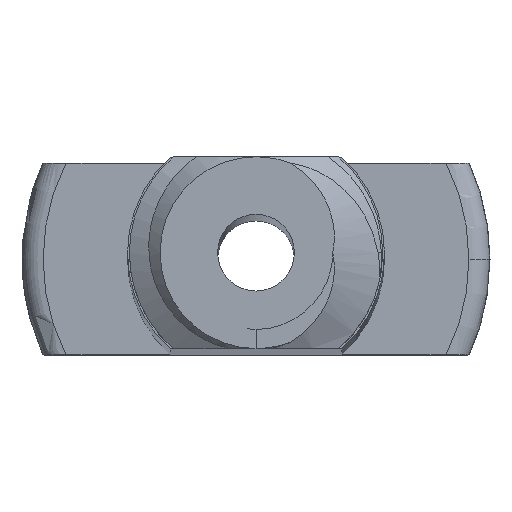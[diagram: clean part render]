
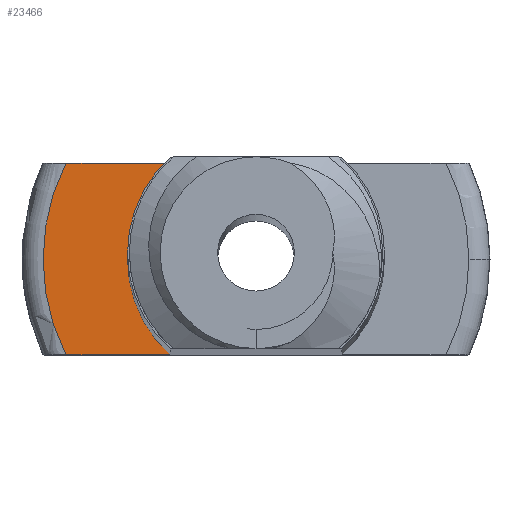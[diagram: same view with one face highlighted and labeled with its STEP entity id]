
A CAD part, top view. The second image highlights one B-rep face of the part: STEP entity #23466.
In plain terms, the highlighted planar face has unit normal (0, 0, 1).
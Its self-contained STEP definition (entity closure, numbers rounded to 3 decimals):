
#5309 = PLANE('',#5310);
#5310 = AXIS2_PLACEMENT_3D('',#5311,#5312,#5313);
#5311 = CARTESIAN_POINT('',(-12.5,-2.5,200.));
#5312 = DIRECTION('',(0.,1.,0.));
#5313 = DIRECTION('',(-1.,0.,0.));
#6098 = PLANE('',#6099);
#6099 = AXIS2_PLACEMENT_3D('',#6100,#6101,#6102);
#6100 = CARTESIAN_POINT('',(-12.5,2.5,200.));
#6101 = DIRECTION('',(0.,-1.,0.));
#6102 = DIRECTION('',(1.,0.,0.));
#7729 = VERTEX_POINT('',#7730);
#7730 = CARTESIAN_POINT('',(-2.23,-2.5,0.));
#7744 = CYLINDRICAL_SURFACE('',#7745,3.35);
#7745 = AXIS2_PLACEMENT_3D('',#7746,#7747,#7748);
#7746 = CARTESIAN_POINT('',(0.,0.,
    89.225));
#7747 = DIRECTION('',(0.,0.,-1.));
#7748 = DIRECTION('',(1.,0.,0.));
#7756 = EDGE_CURVE('',#7757,#7729,#7759,.T.);
#7757 = VERTEX_POINT('',#7758);
#7758 = CARTESIAN_POINT('',(-4.955,-2.5,0.));
#7759 = SURFACE_CURVE('',#7760,(#7764,#7771),.PCURVE_S1.);
#7760 = LINE('',#7761,#7762);
#7761 = CARTESIAN_POINT('',(-6.25,-2.5,0.));
#7762 = VECTOR('',#7763,1.);
#7763 = DIRECTION('',(1.,0.,0.));
#7764 = PCURVE('',#5309,#7765);
#7765 = DEFINITIONAL_REPRESENTATION('',(#7766),#7770);
#7766 = LINE('',#7767,#7768);
#7767 = CARTESIAN_POINT('',(-6.25,-200.));
#7768 = VECTOR('',#7769,1.);
#7769 = DIRECTION('',(-1.,0.));
#7770 = ( GEOMETRIC_REPRESENTATION_CONTEXT(2) 
PARAMETRIC_REPRESENTATION_CONTEXT() REPRESENTATION_CONTEXT('2D SPACE',''
  ) );
#7771 = PCURVE('',#7772,#7777);
#7772 = PLANE('',#7773);
#7773 = AXIS2_PLACEMENT_3D('',#7774,#7775,#7776);
#7774 = CARTESIAN_POINT('',(0.,0.,
    0.));
#7775 = DIRECTION('',(0.,0.,-1.));
#7776 = DIRECTION('',(1.,0.,0.));
#7777 = DEFINITIONAL_REPRESENTATION('',(#7778),#7782);
#7778 = LINE('',#7779,#7780);
#7779 = CARTESIAN_POINT('',(-6.25,2.5));
#7780 = VECTOR('',#7781,1.);
#7781 = DIRECTION('',(1.,0.));
#7782 = ( GEOMETRIC_REPRESENTATION_CONTEXT(2) 
PARAMETRIC_REPRESENTATION_CONTEXT() REPRESENTATION_CONTEXT('2D SPACE',''
  ) );
#7838 = TOROIDAL_SURFACE('',#7839,5.55,0.55);
#7839 = AXIS2_PLACEMENT_3D('',#7840,#7841,#7842);
#7840 = CARTESIAN_POINT('',(0.,0.,-0.55)
  );
#7841 = DIRECTION('',(0.,0.,1.));
#7842 = DIRECTION('',(1.,0.,0.));
#22153 = VERTEX_POINT('',#22154);
#22154 = CARTESIAN_POINT('',(-2.23,2.5,0.));
#22175 = EDGE_CURVE('',#22176,#22153,#22178,.T.);
#22176 = VERTEX_POINT('',#22177);
#22177 = CARTESIAN_POINT('',(-4.955,2.5,0.));
#22178 = SURFACE_CURVE('',#22179,(#22183,#22190),.PCURVE_S1.);
#22179 = LINE('',#22180,#22181);
#22180 = CARTESIAN_POINT('',(-6.25,2.5,0.));
#22181 = VECTOR('',#22182,1.);
#22182 = DIRECTION('',(1.,0.,0.));
#22183 = PCURVE('',#6098,#22184);
#22184 = DEFINITIONAL_REPRESENTATION('',(#22185),#22189);
#22185 = LINE('',#22186,#22187);
#22186 = CARTESIAN_POINT('',(6.25,-200.));
#22187 = VECTOR('',#22188,1.);
#22188 = DIRECTION('',(1.,0.));
#22189 = ( GEOMETRIC_REPRESENTATION_CONTEXT(2) 
PARAMETRIC_REPRESENTATION_CONTEXT() REPRESENTATION_CONTEXT('2D SPACE',''
  ) );
#22190 = PCURVE('',#7772,#22191);
#22191 = DEFINITIONAL_REPRESENTATION('',(#22192),#22196);
#22192 = LINE('',#22193,#22194);
#22193 = CARTESIAN_POINT('',(-6.25,-2.5));
#22194 = VECTOR('',#22195,1.);
#22195 = DIRECTION('',(1.,0.));
#22196 = ( GEOMETRIC_REPRESENTATION_CONTEXT(2) 
PARAMETRIC_REPRESENTATION_CONTEXT() REPRESENTATION_CONTEXT('2D SPACE',''
  ) );
#23395 = EDGE_CURVE('',#7729,#22153,#23396,.T.);
#23396 = SURFACE_CURVE('',#23397,(#23402,#23409),.PCURVE_S1.);
#23397 = CIRCLE('',#23398,3.35);
#23398 = AXIS2_PLACEMENT_3D('',#23399,#23400,#23401);
#23399 = CARTESIAN_POINT('',(0.,0.,
    0.));
#23400 = DIRECTION('',(0.,0.,-1.));
#23401 = DIRECTION('',(1.,0.,0.));
#23402 = PCURVE('',#7744,#23403);
#23403 = DEFINITIONAL_REPRESENTATION('',(#23404),#23408);
#23404 = LINE('',#23405,#23406);
#23405 = CARTESIAN_POINT('',(0.,89.225));
#23406 = VECTOR('',#23407,1.);
#23407 = DIRECTION('',(1.,0.));
#23408 = ( GEOMETRIC_REPRESENTATION_CONTEXT(2) 
PARAMETRIC_REPRESENTATION_CONTEXT() REPRESENTATION_CONTEXT('2D SPACE',''
  ) );
#23409 = PCURVE('',#7772,#23410);
#23410 = DEFINITIONAL_REPRESENTATION('',(#23411),#23415);
#23411 = CIRCLE('',#23412,3.35);
#23412 = AXIS2_PLACEMENT_2D('',#23413,#23414);
#23413 = CARTESIAN_POINT('',(0.,0.));
#23414 = DIRECTION('',(1.,0.));
#23415 = ( GEOMETRIC_REPRESENTATION_CONTEXT(2) 
PARAMETRIC_REPRESENTATION_CONTEXT() REPRESENTATION_CONTEXT('2D SPACE',''
  ) );
#23466 = ADVANCED_FACE('',(#23467),#7772,.F.);
#23467 = FACE_BOUND('',#23468,.T.);
#23468 = EDGE_LOOP('',(#23469,#23470,#23471,#23472));
#23469 = ORIENTED_EDGE('',*,*,#7756,.T.);
#23470 = ORIENTED_EDGE('',*,*,#23395,.T.);
#23471 = ORIENTED_EDGE('',*,*,#22175,.F.);
#23472 = ORIENTED_EDGE('',*,*,#23473,.F.);
#23473 = EDGE_CURVE('',#7757,#22176,#23474,.T.);
#23474 = SURFACE_CURVE('',#23475,(#23480,#23487),.PCURVE_S1.);
#23475 = CIRCLE('',#23476,5.55);
#23476 = AXIS2_PLACEMENT_3D('',#23477,#23478,#23479);
#23477 = CARTESIAN_POINT('',(0.,0.,
    0.));
#23478 = DIRECTION('',(0.,0.,-1.));
#23479 = DIRECTION('',(1.,0.,0.));
#23480 = PCURVE('',#7772,#23481);
#23481 = DEFINITIONAL_REPRESENTATION('',(#23482),#23486);
#23482 = CIRCLE('',#23483,5.55);
#23483 = AXIS2_PLACEMENT_2D('',#23484,#23485);
#23484 = CARTESIAN_POINT('',(0.,0.));
#23485 = DIRECTION('',(1.,0.));
#23486 = ( GEOMETRIC_REPRESENTATION_CONTEXT(2) 
PARAMETRIC_REPRESENTATION_CONTEXT() REPRESENTATION_CONTEXT('2D SPACE',''
  ) );
#23487 = PCURVE('',#7838,#23488);
#23488 = DEFINITIONAL_REPRESENTATION('',(#23489),#23493);
#23489 = LINE('',#23490,#23491);
#23490 = CARTESIAN_POINT('',(-0.,7.854));
#23491 = VECTOR('',#23492,1.);
#23492 = DIRECTION('',(-1.,0.));
#23493 = ( GEOMETRIC_REPRESENTATION_CONTEXT(2) 
PARAMETRIC_REPRESENTATION_CONTEXT() REPRESENTATION_CONTEXT('2D SPACE',''
  ) );
